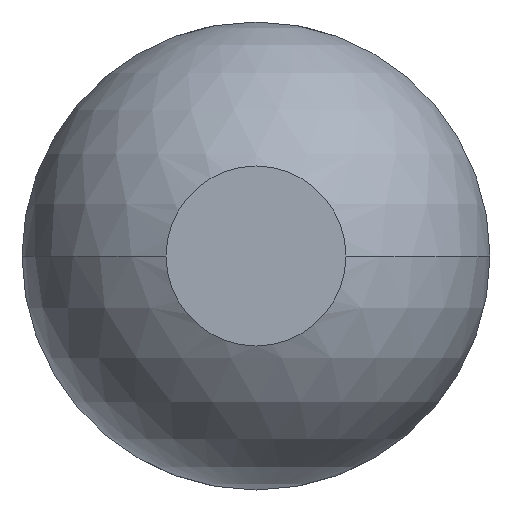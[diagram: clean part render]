
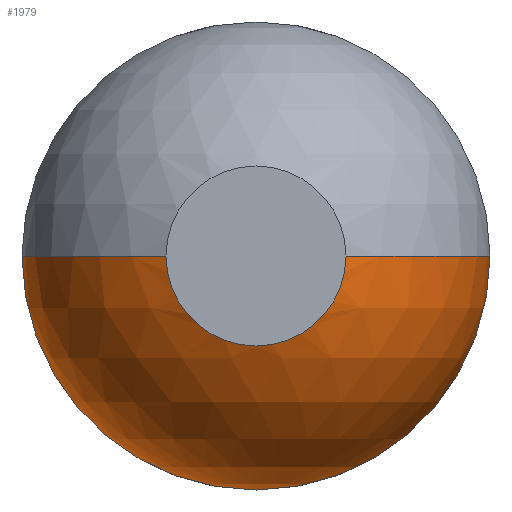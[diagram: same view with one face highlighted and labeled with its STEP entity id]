
A CAD part, front view. The second image highlights one B-rep face of the part: STEP entity #1979.
In plain terms, the highlighted spherical face has radius 0.39 mm.
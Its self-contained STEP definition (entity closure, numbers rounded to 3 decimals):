
#23 = AXIS2_PLACEMENT_3D ( 'NONE', #1553, #1235, #2696 ) ;
#105 = CARTESIAN_POINT ( 'NONE',  ( 0., -36.3, 0. ) ) ;
#133 = DIRECTION ( 'NONE',  ( 0., 0., -1. ) ) ;
#147 = CIRCLE ( 'NONE', #1050, 0.15 ) ;
#211 = EDGE_CURVE ( 'Defeature ausgef�hrt1_10+Defeature ausgef�hrt1_4+Defeature ausgef�hrt1_4+Defeature ausgef�hrt1_4', #3502, #1682, #377, .T. ) ;
#220 = VERTEX_POINT ( 'NONE', #393 ) ;
#247 = ORIENTED_EDGE ( 'NONE', *, *, #2432, .F. ) ;
#370 = FACE_OUTER_BOUND ( 'NONE', #1668, .T. ) ;
#377 = CIRCLE ( 'NONE', #1219, 0.15 ) ;
#386 = CARTESIAN_POINT ( 'NONE',  ( 0., -35.94, 0. ) ) ;
#393 = CARTESIAN_POINT ( 'NONE',  ( 0.39, -35.94, 0. ) ) ;
#445 = AXIS2_PLACEMENT_3D ( 'NONE', #1400, #496, #1981 ) ;
#467 = VERTEX_POINT ( 'NONE', #489 ) ;
#487 = AXIS2_PLACEMENT_3D ( 'NONE', #3250, #3545, #3535 ) ;
#489 = CARTESIAN_POINT ( 'NONE',  ( -0.39, -35.94, 0. ) ) ;
#496 = DIRECTION ( 'NONE',  ( 0., 1., 0. ) ) ;
#549 = EDGE_CURVE ( 'Defeature ausgef�hrt1_5+Defeature ausgef�hrt1_4+Defeature ausgef�hrt1_4+Defeature ausgef�hrt1_4', #220, #2598, #3039, .T. ) ;
#717 = CARTESIAN_POINT ( 'NONE',  ( 0., -36.3, -0.15 ) ) ;
#829 = CARTESIAN_POINT ( 'NONE',  ( -0.15, -36.3, 0. ) ) ;
#958 = DIRECTION ( 'NONE',  ( -1., 0., 0. ) ) ;
#1050 = AXIS2_PLACEMENT_3D ( 'NONE', #3637, #2818, #2803 ) ;
#1080 = EDGE_CURVE ( 'Defeature ausgef�hrt1_5+Defeature ausgef�hrt1_4+Defeature ausgef�hrt1_4+Defeature ausgef�hrt1_4', #2598, #467, #3444, .T. ) ;
#1198 = CARTESIAN_POINT ( 'NONE',  ( 0.15, -36.3, 0. ) ) ;
#1219 = AXIS2_PLACEMENT_3D ( 'NONE', #105, #1842, #133 ) ;
#1235 = DIRECTION ( 'NONE',  ( 0., 0., 1. ) ) ;
#1324 = VERTEX_POINT ( 'NONE', #1198 ) ;
#1400 = CARTESIAN_POINT ( 'NONE',  ( 0., -35.94, 0. ) ) ;
#1497 = ORIENTED_EDGE ( 'NONE', *, *, #1080, .F. ) ;
#1553 = CARTESIAN_POINT ( 'NONE',  ( 0., -35.94, 0. ) ) ;
#1646 = CIRCLE ( 'NONE', #3618, 0.39 ) ;
#1668 = EDGE_LOOP ( 'NONE', ( #3410, #2016, #1497, #2743, #247, #3516 ) ) ;
#1682 = VERTEX_POINT ( 'NONE', #717 ) ;
#1687 = CARTESIAN_POINT ( 'NONE',  ( 0., -35.94, 0. ) ) ;
#1842 = DIRECTION ( 'NONE',  ( 0., -1., 0. ) ) ;
#1912 = CIRCLE ( 'NONE', #23, 0.39 ) ;
#1979 = ADVANCED_FACE ( 'Defeature ausgef�hrt1_4', ( #370 ), #2315, .T. ) ;
#1981 = DIRECTION ( 'NONE',  ( 0., 0., 1. ) ) ;
#2016 = ORIENTED_EDGE ( 'NONE', *, *, #3184, .T. ) ;
#2315 = SPHERICAL_SURFACE ( 'NONE', #487, 0.39 ) ;
#2383 = CARTESIAN_POINT ( 'NONE',  ( 0., -35.94, -0.39 ) ) ;
#2432 = EDGE_CURVE ( 'NONE', #1324, #220, #1912, .T. ) ;
#2480 = EDGE_CURVE ( 'Defeature ausgef�hrt1_10+Defeature ausgef�hrt1_4+Defeature ausgef�hrt1_4+Defeature ausgef�hrt1_4', #1682, #1324, #147, .T. ) ;
#2546 = DIRECTION ( 'NONE',  ( 0., 1., 0. ) ) ;
#2598 = VERTEX_POINT ( 'NONE', #2383 ) ;
#2646 = DIRECTION ( 'NONE',  ( 0., 0., -1. ) ) ;
#2696 = DIRECTION ( 'NONE',  ( 1., 0., 0. ) ) ;
#2743 = ORIENTED_EDGE ( 'NONE', *, *, #549, .F. ) ;
#2803 = DIRECTION ( 'NONE',  ( 0., 0., -1. ) ) ;
#2818 = DIRECTION ( 'NONE',  ( 0., -1., 0. ) ) ;
#3039 = CIRCLE ( 'NONE', #3480, 0.39 ) ;
#3184 = EDGE_CURVE ( 'NONE', #3502, #467, #1646, .T. ) ;
#3250 = CARTESIAN_POINT ( 'NONE',  ( 0., -35.94, 0. ) ) ;
#3410 = ORIENTED_EDGE ( 'NONE', *, *, #211, .F. ) ;
#3428 = DIRECTION ( 'NONE',  ( 0., 0., 1. ) ) ;
#3444 = CIRCLE ( 'NONE', #445, 0.39 ) ;
#3480 = AXIS2_PLACEMENT_3D ( 'NONE', #1687, #2546, #3428 ) ;
#3502 = VERTEX_POINT ( 'NONE', #829 ) ;
#3516 = ORIENTED_EDGE ( 'NONE', *, *, #2480, .F. ) ;
#3535 = DIRECTION ( 'NONE',  ( 1., 0., 0. ) ) ;
#3545 = DIRECTION ( 'NONE',  ( 0., 0., -1. ) ) ;
#3618 = AXIS2_PLACEMENT_3D ( 'NONE', #386, #2646, #958 ) ;
#3637 = CARTESIAN_POINT ( 'NONE',  ( 0., -36.3, 0. ) ) ;
